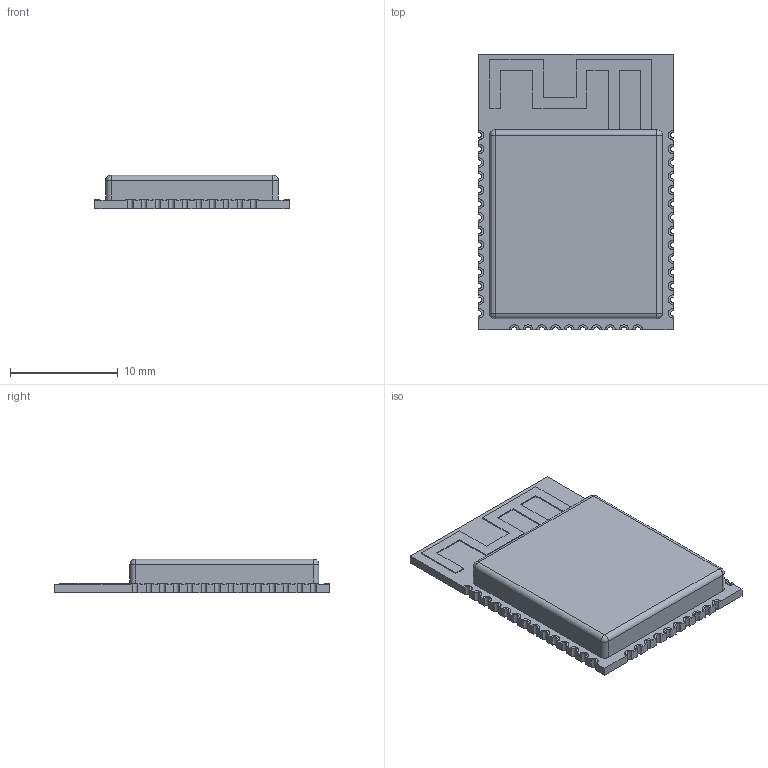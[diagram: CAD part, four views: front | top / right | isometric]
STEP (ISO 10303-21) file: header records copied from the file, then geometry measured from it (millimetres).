
FILE_DESCRIPTION( ( 'Unknown' ), '1' );
FILE_NAME( 'MODULE_ESP32-SOLO-1.step', 'Unknown', ( 'Unknown' ), ( 'Unknown' ), 'PSStep 15.0.49', 'Unknown', ' ' );
FILE_SCHEMA( ( 'AUTOMOTIVE_DESIGN { 1 0 10303 214 1 1 1 1 }' ) );
Length unit declared in the file: millimetre
Products named in the file (1): 1
Bounding box: 18 x 25.5 x 3.1 mm (x, y, z)
Volume: 1008.7 mm3; surface area: 1143.6 mm2
Topology: 1 solids, 1 shells, 195 faces, 568 edges, 372 vertices
Faces by surface type: plane 107, cylinder 84, sphere 4
Entity records: 8006 total; most frequent: CARTESIAN_POINT 1132, ORIENTED_EDGE 1128, DIRECTION 1124, EDGE_CURVE 564, LINE 396, VECTOR 396, VERTEX_POINT 372, AXIS2_PLACEMENT_3D 364
